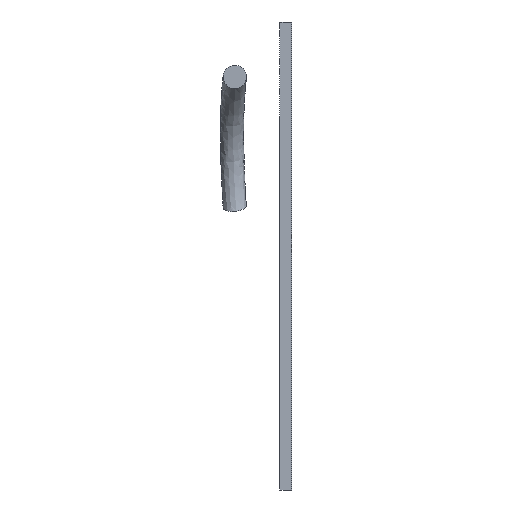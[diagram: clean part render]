
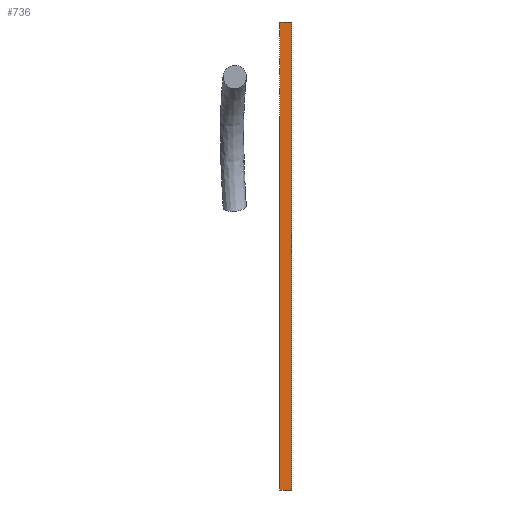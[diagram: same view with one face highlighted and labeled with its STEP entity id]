
A CAD part, left-side view. The second image highlights one B-rep face of the part: STEP entity #736.
In plain terms, the highlighted planar face has unit normal (-1, 0, 0).
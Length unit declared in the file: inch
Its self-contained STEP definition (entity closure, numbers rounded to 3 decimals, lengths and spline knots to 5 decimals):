
#29=LINE('',#1277,#41);
#30=LINE('',#1279,#42);
#31=LINE('',#1281,#43);
#32=LINE('',#1282,#44);
#41=VECTOR('',#1086,0.3937);
#42=VECTOR('',#1087,0.3937);
#43=VECTOR('',#1088,0.3937);
#44=VECTOR('',#1089,0.3937);
#53=PLANE('',#887);
#181=FACE_OUTER_BOUND('',#250,.T.);
#250=EDGE_LOOP('',(#586,#587,#588,#589));
#441=VERTEX_POINT('',#1275);
#442=VERTEX_POINT('',#1276);
#443=VERTEX_POINT('',#1278);
#444=VERTEX_POINT('',#1280);
#511=EDGE_CURVE('',#441,#442,#29,.T.);
#512=EDGE_CURVE('',#441,#443,#30,.T.);
#513=EDGE_CURVE('',#444,#443,#31,.T.);
#514=EDGE_CURVE('',#442,#444,#32,.T.);
#586=ORIENTED_EDGE('',*,*,#511,.F.);
#587=ORIENTED_EDGE('',*,*,#512,.T.);
#588=ORIENTED_EDGE('',*,*,#513,.F.);
#589=ORIENTED_EDGE('',*,*,#514,.F.);
#736=ADVANCED_FACE('',(#181),#53,.T.);
#887=AXIS2_PLACEMENT_3D('',#1274,#1084,#1085);
#1084=DIRECTION('center_axis',(-1.,0.,0.));
#1085=DIRECTION('ref_axis',(0.,0.,1.));
#1086=DIRECTION('',(0.,0.,-1.));
#1087=DIRECTION('',(0.,1.,0.));
#1088=DIRECTION('',(0.,0.,1.));
#1089=DIRECTION('',(0.,1.,0.));
#1274=CARTESIAN_POINT('Origin',(-5.,0.,-5.));
#1275=CARTESIAN_POINT('',(-5.,0.,5.));
#1276=CARTESIAN_POINT('',(-5.,0.,-5.));
#1277=CARTESIAN_POINT('',(-5.,0.,5.));
#1278=CARTESIAN_POINT('',(-5.,0.25,5.));
#1279=CARTESIAN_POINT('',(-5.,0.,5.));
#1280=CARTESIAN_POINT('',(-5.,0.25,-5.));
#1281=CARTESIAN_POINT('',(-5.,0.25,5.));
#1282=CARTESIAN_POINT('',(-5.,0.,-5.));
